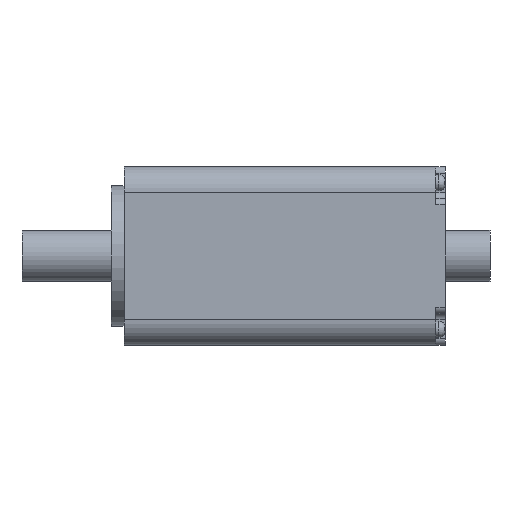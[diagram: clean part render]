
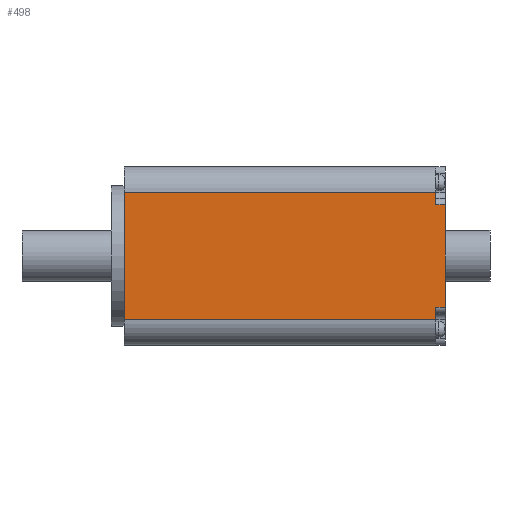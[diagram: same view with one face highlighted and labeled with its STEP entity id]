
A CAD part, left-side view. The second image highlights one B-rep face of the part: STEP entity #498.
In plain terms, the highlighted planar face has unit normal (-1, 0, 0).
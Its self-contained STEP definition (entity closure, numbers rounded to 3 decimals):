
#29 = VERTEX_POINT ( 'NONE', #1621 ) ;
#39 = VECTOR ( 'NONE', #2964, 1000. ) ;
#142 = VERTEX_POINT ( 'NONE', #1245 ) ;
#187 = DIRECTION ( 'NONE',  ( 0., 1., 0. ) ) ;
#313 = EDGE_CURVE ( 'NONE', #1120, #2951, #1327, .T. ) ;
#464 = CARTESIAN_POINT ( 'NONE',  ( -33.304, 50.4, -9.913 ) ) ;
#468 = VECTOR ( 'NONE', #187, 1000. ) ;
#498 = ADVANCED_FACE ( 'NONE', ( #727 ), #3617, .F. ) ;
#524 = DIRECTION ( 'NONE',  ( 0., 0., -1. ) ) ;
#531 = ORIENTED_EDGE ( 'NONE', *, *, #2467, .T. ) ;
#572 = VERTEX_POINT ( 'NONE', #4059 ) ;
#691 = CARTESIAN_POINT ( 'NONE',  ( -33.304, 1.5, -9.913 ) ) ;
#706 = VECTOR ( 'NONE', #3580, 1000. ) ;
#727 = FACE_OUTER_BOUND ( 'NONE', #4064, .T. ) ;
#770 = CARTESIAN_POINT ( 'NONE',  ( -33.304, 50.4, -15.913 ) ) ;
#797 = LINE ( 'NONE', #2329, #39 ) ;
#836 = ORIENTED_EDGE ( 'NONE', *, *, #3197, .F. ) ;
#879 = CARTESIAN_POINT ( 'NONE',  ( -33.304, 0., 6.087 ) ) ;
#903 = VECTOR ( 'NONE', #2804, 1000. ) ;
#988 = CARTESIAN_POINT ( 'NONE',  ( -33.304, 1.5, 12.087 ) ) ;
#1016 = VECTOR ( 'NONE', #2107, 1000. ) ;
#1031 = VERTEX_POINT ( 'NONE', #1626 ) ;
#1120 = VERTEX_POINT ( 'NONE', #879 ) ;
#1245 = CARTESIAN_POINT ( 'NONE',  ( -33.304, 1.5, -11.913 ) ) ;
#1327 = LINE ( 'NONE', #2084, #468 ) ;
#1438 = DIRECTION ( 'NONE',  ( 0., -1., 0. ) ) ;
#1450 = EDGE_CURVE ( 'NONE', #2289, #29, #2374, .T. ) ;
#1462 = CARTESIAN_POINT ( 'NONE',  ( -33.304, 1.5, -15.913 ) ) ;
#1621 = CARTESIAN_POINT ( 'NONE',  ( -33.304, 50.4, 8.087 ) ) ;
#1624 = AXIS2_PLACEMENT_3D ( 'NONE', #770, #3287, #524 ) ;
#1626 = CARTESIAN_POINT ( 'NONE',  ( -33.304, 0., -9.913 ) ) ;
#1837 = LINE ( 'NONE', #3376, #1016 ) ;
#2066 = EDGE_CURVE ( 'NONE', #572, #29, #2473, .T. ) ;
#2084 = CARTESIAN_POINT ( 'NONE',  ( -33.304, 50.4, 6.087 ) ) ;
#2107 = DIRECTION ( 'NONE',  ( 0., 0., 1. ) ) ;
#2119 = ORIENTED_EDGE ( 'NONE', *, *, #3255, .T. ) ;
#2142 = EDGE_CURVE ( 'NONE', #2289, #2951, #3585, .T. ) ;
#2289 = VERTEX_POINT ( 'NONE', #3480 ) ;
#2329 = CARTESIAN_POINT ( 'NONE',  ( -33.304, 50.4, -11.913 ) ) ;
#2332 = LINE ( 'NONE', #464, #2979 ) ;
#2356 = VERTEX_POINT ( 'NONE', #691 ) ;
#2374 = LINE ( 'NONE', #2764, #903 ) ;
#2394 = DIRECTION ( 'NONE',  ( 0., 0., -1. ) ) ;
#2467 = EDGE_CURVE ( 'NONE', #572, #142, #797, .T. ) ;
#2473 = LINE ( 'NONE', #2797, #706 ) ;
#2568 = CARTESIAN_POINT ( 'NONE',  ( -33.304, 1.5, 6.087 ) ) ;
#2691 = ORIENTED_EDGE ( 'NONE', *, *, #313, .T. ) ;
#2720 = VECTOR ( 'NONE', #3503, 1000. ) ;
#2764 = CARTESIAN_POINT ( 'NONE',  ( -33.304, 50.4, 8.087 ) ) ;
#2797 = CARTESIAN_POINT ( 'NONE',  ( -33.304, 50.4, -15.913 ) ) ;
#2804 = DIRECTION ( 'NONE',  ( 0., 1., 0. ) ) ;
#2876 = LINE ( 'NONE', #1462, #3639 ) ;
#2951 = VERTEX_POINT ( 'NONE', #2568 ) ;
#2964 = DIRECTION ( 'NONE',  ( 0., -1., 0. ) ) ;
#2979 = VECTOR ( 'NONE', #1438, 1000. ) ;
#3120 = EDGE_CURVE ( 'NONE', #2356, #1031, #2332, .T. ) ;
#3197 = EDGE_CURVE ( 'NONE', #2356, #142, #2876, .T. ) ;
#3255 = EDGE_CURVE ( 'NONE', #1031, #1120, #1837, .T. ) ;
#3287 = DIRECTION ( 'NONE',  ( 1., 0., 0. ) ) ;
#3376 = CARTESIAN_POINT ( 'NONE',  ( -33.304, 0., -15.913 ) ) ;
#3453 = ORIENTED_EDGE ( 'NONE', *, *, #1450, .T. ) ;
#3480 = CARTESIAN_POINT ( 'NONE',  ( -33.304, 1.5, 8.087 ) ) ;
#3503 = DIRECTION ( 'NONE',  ( 0., 0., -1. ) ) ;
#3580 = DIRECTION ( 'NONE',  ( 0., 0., 1. ) ) ;
#3585 = LINE ( 'NONE', #988, #2720 ) ;
#3617 = PLANE ( 'NONE',  #1624 ) ;
#3639 = VECTOR ( 'NONE', #2394, 1000. ) ;
#3878 = ORIENTED_EDGE ( 'NONE', *, *, #2066, .F. ) ;
#4005 = ORIENTED_EDGE ( 'NONE', *, *, #2142, .F. ) ;
#4032 = ORIENTED_EDGE ( 'NONE', *, *, #3120, .T. ) ;
#4059 = CARTESIAN_POINT ( 'NONE',  ( -33.304, 50.4, -11.913 ) ) ;
#4064 = EDGE_LOOP ( 'NONE', ( #836, #4032, #2119, #2691, #4005, #3453, #3878, #531 ) ) ;
